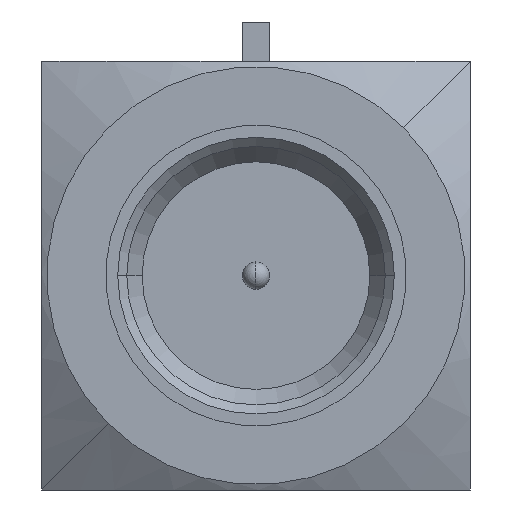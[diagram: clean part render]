
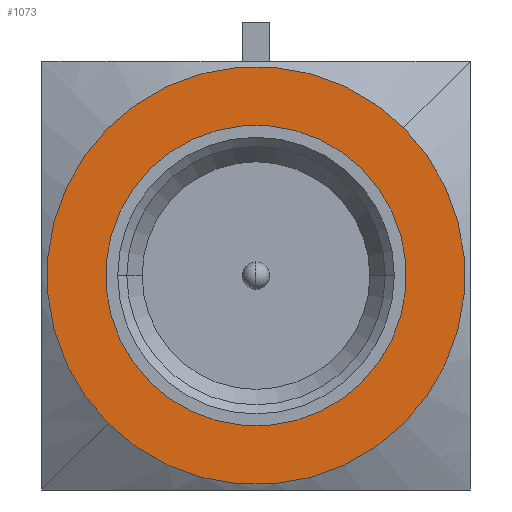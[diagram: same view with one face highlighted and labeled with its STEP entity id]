
A CAD part, left-side view. The second image highlights one B-rep face of the part: STEP entity #1073.
In plain terms, the highlighted planar face has unit normal (-1, 0, 0).
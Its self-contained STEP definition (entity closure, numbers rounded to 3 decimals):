
#19=CARTESIAN_POINT('',(1.78,0.,0.));
#20=DIRECTION('',(-1.,0.,0.));
#21=DIRECTION('',(0.,0.707,-0.707));
#22=AXIS2_PLACEMENT_3D('',#19,#20,#21);
#24=CARTESIAN_POINT('',(1.78,0.,0.));
#25=DIRECTION('',(1.,0.,0.));
#26=DIRECTION('',(0.,0.707,-0.707));
#27=AXIS2_PLACEMENT_3D('',#24,#25,#26);
#33=CARTESIAN_POINT('',(1.78,0.,0.));
#34=DIRECTION('',(1.,0.,0.));
#35=DIRECTION('',(0.,0.707,-0.707));
#36=AXIS2_PLACEMENT_3D('',#33,#34,#35);
#672=CARTESIAN_POINT('',(1.78,0.,0.));
#673=DIRECTION('',(-1.,0.,0.));
#674=DIRECTION('',(0.,0.707,-0.707));
#675=AXIS2_PLACEMENT_3D('',#672,#673,#674);
#814=CARTESIAN_POINT('',(1.78,1.485,-1.485));
#815=VERTEX_POINT('',#814);
#816=CARTESIAN_POINT('',(1.78,-1.485,1.485));
#817=VERTEX_POINT('',#816);
#886=CARTESIAN_POINT('',(1.78,2.065,-2.065));
#887=VERTEX_POINT('',#886);
#888=CARTESIAN_POINT('',(1.78,-2.065,2.065));
#889=VERTEX_POINT('',#888);
#1058=CARTESIAN_POINT('',(1.78,0.,0.));
#1059=DIRECTION('',(-1.,0.,0.));
#1060=DIRECTION('',(0.,0.707,-0.707));
#1061=AXIS2_PLACEMENT_3D('',#1058,#1059,#1060);
#1062=PLANE('',#1061);
#1064=ORIENTED_EDGE('',*,*,#1063,.T.);
#1066=ORIENTED_EDGE('',*,*,#1065,.F.);
#1067=EDGE_LOOP('',(#1064,#1066));
#1068=FACE_OUTER_BOUND('',#1067,.F.);
#1069=ORIENTED_EDGE('',*,*,#1038,.T.);
#1070=ORIENTED_EDGE('',*,*,#1052,.F.);
#1071=EDGE_LOOP('',(#1069,#1070));
#1072=FACE_BOUND('',#1071,.F.);
#1073=ADVANCED_FACE('',(#1068,#1072),#1062,.T.);
#23=CIRCLE('',#22,2.1);
#28=CIRCLE('',#27,2.1);
#37=CIRCLE('',#36,2.92);
#676=CIRCLE('',#675,2.92);
#1038=EDGE_CURVE('',#815,#817,#23,.T.);
#1052=EDGE_CURVE('',#815,#817,#28,.T.);
#1063=EDGE_CURVE('',#887,#889,#37,.T.);
#1065=EDGE_CURVE('',#887,#889,#676,.T.);
